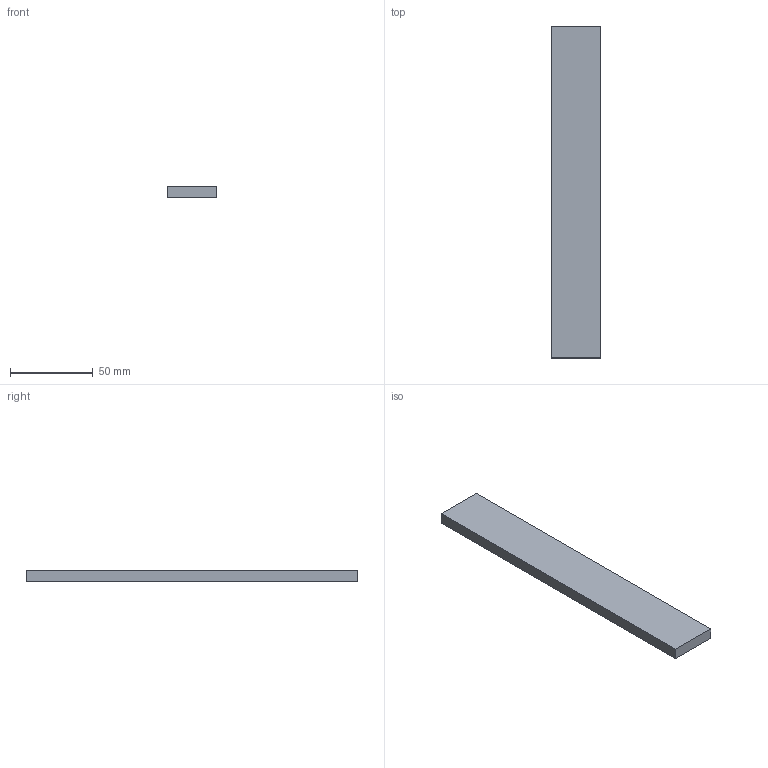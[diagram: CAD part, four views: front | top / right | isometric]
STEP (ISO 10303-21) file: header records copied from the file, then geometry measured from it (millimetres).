
FILE_DESCRIPTION((''),'2;1');
FILE_NAME('','2005-12-14T14:56:52',(''),(''),'','CADfix','');
FILE_SCHEMA(('AUTOMOTIVE_DESIGN'));
Length unit declared in the file: millimetre
Products named in the file (1): rubber foam
Bounding box: 30 x 200 x 7 mm (x, y, z)
Volume: 42000 mm3; surface area: 15220 mm2
Topology: 1 solids, 1 shells, 6 faces, 12 edges, 8 vertices
Faces by surface type: bspline 6
Entity records: 159 total; most frequent: CARTESIAN_POINT 57, ORIENTED_EDGE 24, QUASI_UNIFORM_CURVE 12, EDGE_CURVE 12, VERTEX_POINT 8, B_SPLINE_SURFACE_WITH_KNOTS 6, EDGE_LOOP 6, FACE_OUTER_BOUND 6
